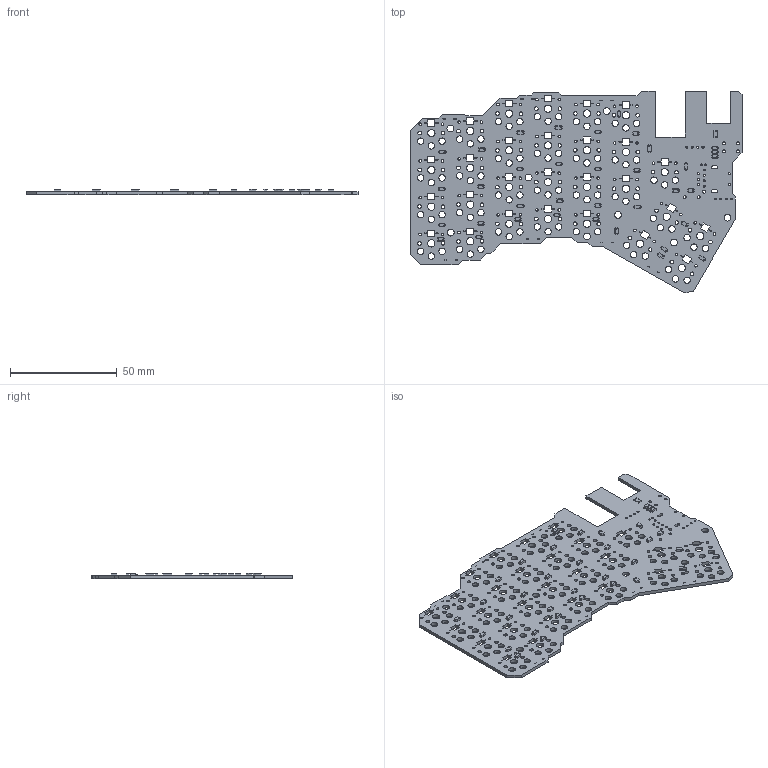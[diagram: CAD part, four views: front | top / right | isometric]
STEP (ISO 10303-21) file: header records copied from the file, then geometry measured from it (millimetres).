
FILE_DESCRIPTION(('KiCad electronic assembly'),'2;1');
FILE_NAME('ZodiarkZero.step','2023-07-16T15:14:08',('Pcbnew'),('Kicad'), 'Open CASCADE STEP processor 7.6','KiCad to STEP converter','Unknown' );
FILE_SCHEMA(('AUTOMOTIVE_DESIGN { 1 0 10303 214 1 1 1 1 }'));
Length unit declared in the file: millimetre
Products named in the file (6): ZodiarkZero 1; D_SOD-123F; SOLID; R_1206_3216Metric; ZodiarkZero PCB
Assembly tree (40 placements, depth 3):
  ZodiarkZero 1
    D_SOD-123F  x36
      SOLID
    R_1206_3216Metric
      SOLID
    ZodiarkZero PCB
Bounding box: 155.31 x 94.38 x 2.73 mm (x, y, z)
Volume: 14982.5 mm3; surface area: 23975.5 mm2
Topology: 38 solids, 38 shells, 1692 faces, 4304 edges, 2724 vertices
Faces by surface type: plane 855, cylinder 477, bspline 360
Full cylindrical faces by diameter (mm): 0.3 x72, 0.305 x140, 0.813 x4, 0.9 x6, 1 x9, 1.2 x56, 1.3 x6, 1.5 x1, 1.7 x56, 3 x84, 3.2 x7, 3.4 x28
Entity records: 59557 total; most frequent: CARTESIAN_POINT 14624, DIRECTION 8146, LINE 4674, VECTOR 4674, ORIENTED_EDGE 4408, PCURVE 4408, DEFINITIONAL_REPRESENTATION 4408, EDGE_CURVE 2204
